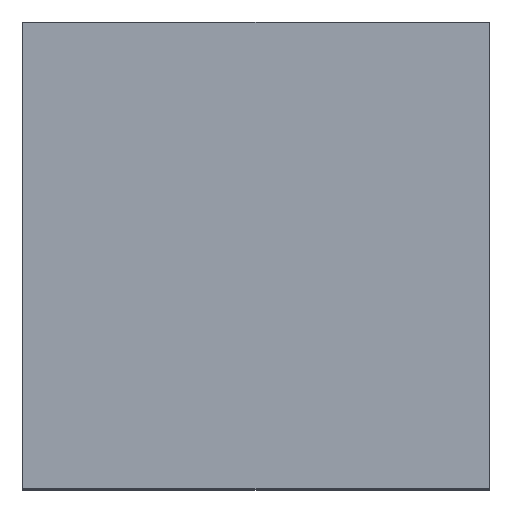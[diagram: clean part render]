
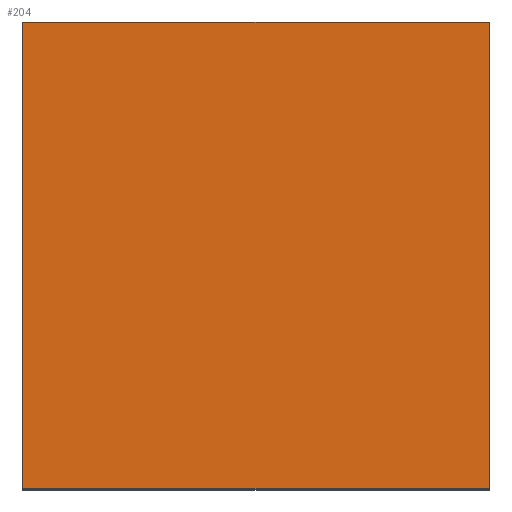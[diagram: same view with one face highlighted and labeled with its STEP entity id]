
A CAD part, top view. The second image highlights one B-rep face of the part: STEP entity #204.
In plain terms, the highlighted planar face has unit normal (0, 0, 1).
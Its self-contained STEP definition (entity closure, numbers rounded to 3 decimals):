
#204=ADVANCED_FACE('1971',(#407),#408,.T.);
#407=FACE_OUTER_BOUND('',#606,.T.);
#408=PLANE('',#607);
#606=EDGE_LOOP('',(#1217,#1218,#1219,#1220));
#607=AXIS2_PLACEMENT_3D('',#1221,#1222,#1223);
#1217=ORIENTED_EDGE('',*,*,#1494,.F.);
#1218=ORIENTED_EDGE('',*,*,#1509,.F.);
#1219=ORIENTED_EDGE('',*,*,#1500,.F.);
#1220=ORIENTED_EDGE('',*,*,#1497,.F.);
#1221=CARTESIAN_POINT('',(1.85,0.0,73.0));
#1222=DIRECTION('',(0.0,0.0,1.0));
#1223=DIRECTION('',(-0.0,-1.0,0.0));
#1494=EDGE_CURVE('1810',#1871,#1873,#1874,.T.);
#1497=EDGE_CURVE('1819',#1873,#1877,#1878,.T.);
#1500=EDGE_CURVE('1828',#1877,#1881,#1882,.T.);
#1509=EDGE_CURVE('1830',#1881,#1871,#1893,.T.);
#1871=VERTEX_POINT('',#2339);
#1873=VERTEX_POINT('',#2342);
#1874=LINE('',#2343,#2344);
#1877=VERTEX_POINT('',#2348);
#1878=LINE('',#2349,#2350);
#1881=VERTEX_POINT('',#2354);
#1882=LINE('',#2355,#2356);
#1893=LINE('',#2372,#2373);
#2339=CARTESIAN_POINT('',(-22.5,22.5,73.0));
#2342=CARTESIAN_POINT('',(22.5,22.5,73.0));
#2343=CARTESIAN_POINT('',(1.85,22.5,73.0));
#2344=VECTOR('',#2749,1.0);
#2348=CARTESIAN_POINT('',(22.5,-22.5,73.0));
#2349=CARTESIAN_POINT('',(22.5,0.0,73.0));
#2350=VECTOR('',#2751,1.0);
#2354=CARTESIAN_POINT('',(-22.5,-22.5,73.0));
#2355=CARTESIAN_POINT('',(1.85,-22.5,73.0));
#2356=VECTOR('',#2753,1.0);
#2372=CARTESIAN_POINT('',(-22.5,11.25,73.0));
#2373=VECTOR('',#2759,1.0);
#2749=DIRECTION('',(1.0,0.0,0.0));
#2751=DIRECTION('',(0.0,-1.0,0.0));
#2753=DIRECTION('',(-1.0,0.0,0.0));
#2759=DIRECTION('',(0.0,1.0,0.0));
